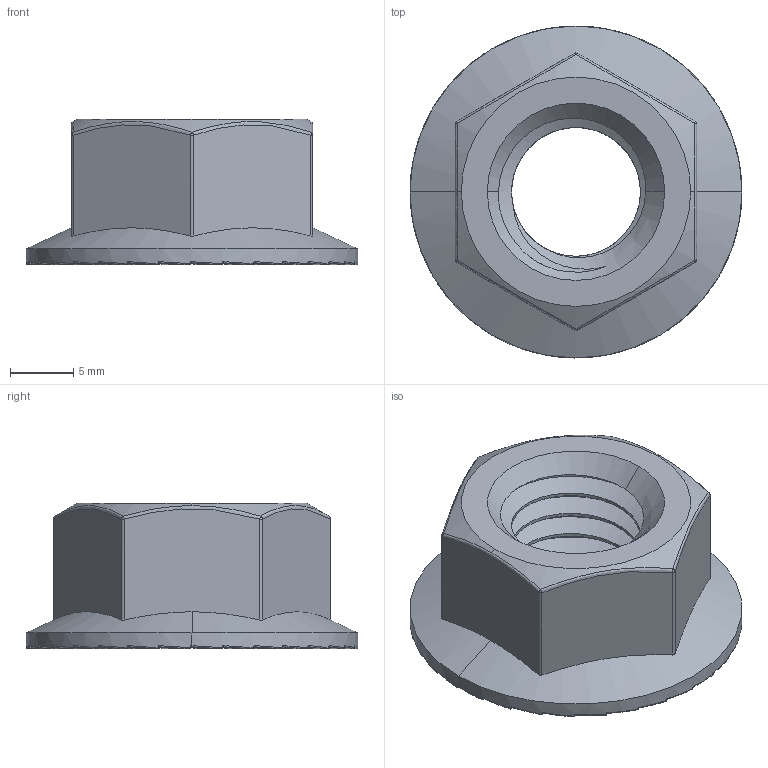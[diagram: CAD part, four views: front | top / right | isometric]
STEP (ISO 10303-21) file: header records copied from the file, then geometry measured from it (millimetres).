
FILE_DESCRIPTION((''),'2;1');
FILE_NAME('C02-1024_SALES_NCF_ASM','2023-10-24T10:52:21',('20077268'),(''),'CREO PARAMETRIC BY PTC INC, 2017110','CREO PARAMETRIC BY PTC INC, 2017110','');
FILE_SCHEMA(('CONFIG_CONTROL_DESIGN'));
Length unit declared in the file: inch
Products named in the file (2): C02-1024_NCF; C02-1024_SALES_NCF_ASM
Assembly tree (1 placements, depth 2):
  C02-1024_SALES_NCF_ASM
    C02-1024_NCF
Bounding box: 26.19 x 26.19 x 11.5 mm (x, y, z)
Volume: 2716.6 mm3; surface area: 2161.2 mm2
Topology: 1 solids, 1 shells, 276 faces, 775 edges, 495 vertices
Faces by surface type: bspline 137, cylinder 84, plane 40, cone 9, sphere 6
Entity records: 15173 total; most frequent: CARTESIAN_POINT 9730, ORIENTED_EDGE 1538, EDGE_CURVE 769, B_SPLINE_CURVE_WITH_KNOTS 614, DIRECTION 496, VERTEX_POINT 495, EDGE_LOOP 278, FACE_OUTER_BOUND 276
